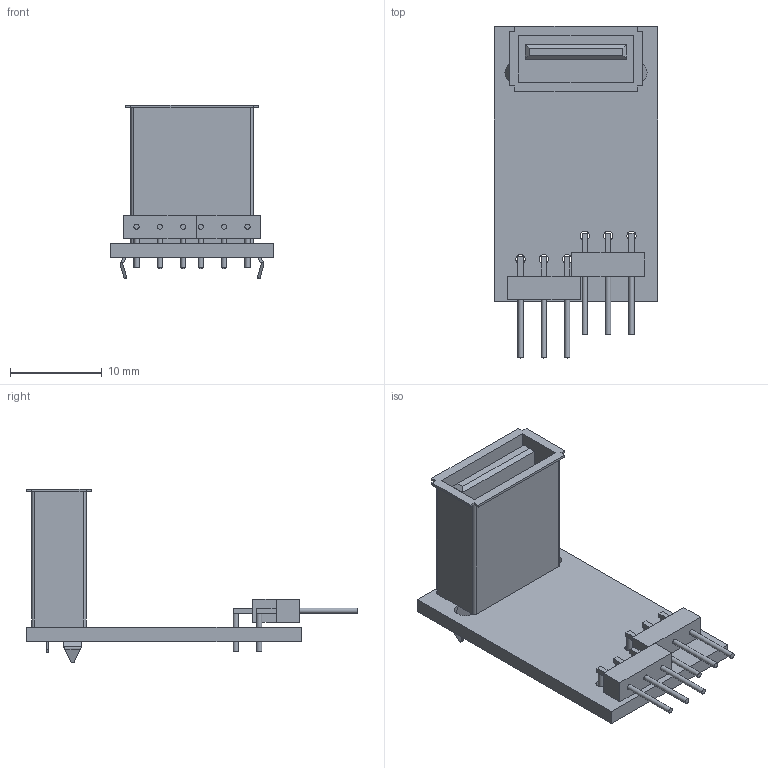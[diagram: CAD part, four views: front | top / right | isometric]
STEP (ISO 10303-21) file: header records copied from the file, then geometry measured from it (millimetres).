
FILE_DESCRIPTION(/* description */ (''),/* implementation_level */ '2;1');
FILE_NAME(/* name */ '276-2194-100.iam.step',/* time_stamp */ '2020-04-16T23:34:48-04:00',/* author */ ('Jordan'),/* organization */ (''),/* preprocessor_version */ 'ST-DEVELOPER v17',/* originating_system */ 'Autodesk Inventor 2019',/* authorisation */ '');
FILE_SCHEMA (('AUTOMOTIVE_DESIGN { 1 0 10303 214 3 1 1 }'));
Length unit declared in the file: inch
Products named in the file (4): 276-2194-100; 276-2194-101; 90deg-Header; KUSBV-AS-1-N-WHT
Assembly tree (4 placements, depth 2):
  276-2194-100
    276-2194-101
    90deg-Header  x2
    KUSBV-AS-1-N-WHT
Bounding box: 17.78 x 36.09 x 18.9 mm (x, y, z)
Volume: 1715.9 mm3; surface area: 2936.3 mm2
Topology: 4 solids, 4 shells, 201 faces, 528 edges, 354 vertices
Faces by surface type: plane 151, cylinder 50
Full cylindrical faces by diameter (mm): 0.566 x12, 0.914 x4, 1.016 x6, 2.311 x2
Entity records: 5350 total; most frequent: DIRECTION 909, CARTESIAN_POINT 903, ORIENTED_EDGE 876, EDGE_CURVE 438, LINE 307, VECTOR 307, AXIS2_PLACEMENT_3D 301, VERTEX_POINT 295
